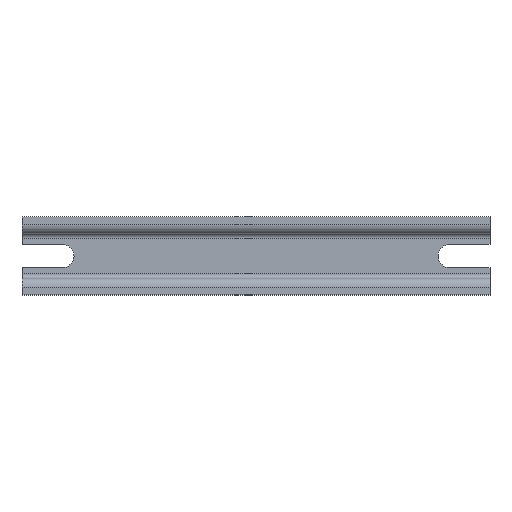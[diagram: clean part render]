
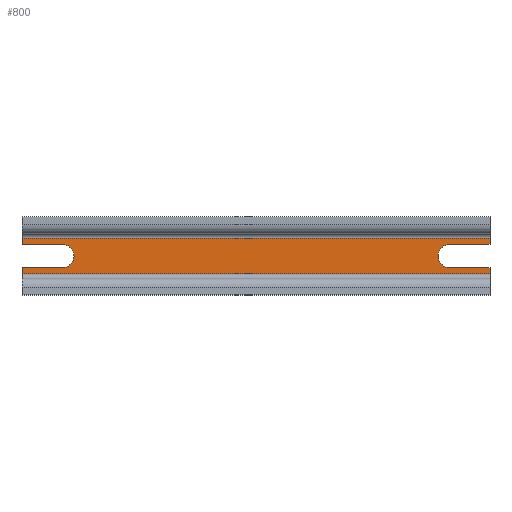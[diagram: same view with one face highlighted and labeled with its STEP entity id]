
A CAD part, top view. The second image highlights one B-rep face of the part: STEP entity #800.
In plain terms, the highlighted planar face has unit normal (0, 0, 1).
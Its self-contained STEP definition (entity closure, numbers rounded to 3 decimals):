
#746=AXIS2_PLACEMENT_3D('Plane Axis2P3D',#743,#744,#745) ;
#757=AXIS2_PLACEMENT_3D('Circle Axis2P3D',#755,#756,$) ;
#776=AXIS2_PLACEMENT_3D('Circle Axis2P3D',#774,#775,$) ;
#297=CARTESIAN_POINT('Vertex',(0.,10.95,1.)) ;
#300=CARTESIAN_POINT('Line Origine',(45.,10.95,1.)) ;
#304=CARTESIAN_POINT('Vertex',(90.,10.95,1.)) ;
#328=CARTESIAN_POINT('Vertex',(0.,4.05,1.)) ;
#344=CARTESIAN_POINT('Vertex',(90.,4.05,1.)) ;
#347=CARTESIAN_POINT('Line Origine',(45.,4.05,1.)) ;
#608=CARTESIAN_POINT('Vertex',(0.,9.75,1.)) ;
#611=CARTESIAN_POINT('Line Origine',(0.,10.35,1.)) ;
#642=CARTESIAN_POINT('Vertex',(0.,5.25,1.)) ;
#650=CARTESIAN_POINT('Line Origine',(0.,4.65,1.)) ;
#682=CARTESIAN_POINT('Line Origine',(90.,10.35,1.)) ;
#686=CARTESIAN_POINT('Vertex',(90.,9.75,1.)) ;
#709=CARTESIAN_POINT('Line Origine',(90.,4.65,1.)) ;
#713=CARTESIAN_POINT('Vertex',(90.,5.25,1.)) ;
#743=CARTESIAN_POINT('Axis2P3D Location',(90.,10.95,1.)) ;
#748=CARTESIAN_POINT('Line Origine',(86.125,5.25,1.)) ;
#752=CARTESIAN_POINT('Vertex',(82.25,5.25,1.)) ;
#755=CARTESIAN_POINT('Axis2P3D Location',(82.25,7.5,1.)) ;
#759=CARTESIAN_POINT('Vertex',(82.25,9.75,1.)) ;
#762=CARTESIAN_POINT('Line Origine',(86.125,9.75,1.)) ;
#767=CARTESIAN_POINT('Line Origine',(3.875,9.75,1.)) ;
#771=CARTESIAN_POINT('Vertex',(7.75,9.75,1.)) ;
#774=CARTESIAN_POINT('Axis2P3D Location',(7.75,7.5,1.)) ;
#778=CARTESIAN_POINT('Vertex',(7.75,5.25,1.)) ;
#781=CARTESIAN_POINT('Line Origine',(3.875,5.25,1.)) ;
#301=DIRECTION('Vector Direction',(1.,0.,0.)) ;
#348=DIRECTION('Vector Direction',(1.,0.,0.)) ;
#612=DIRECTION('Vector Direction',(0.,-1.,0.)) ;
#651=DIRECTION('Vector Direction',(0.,-1.,0.)) ;
#683=DIRECTION('Vector Direction',(0.,-1.,0.)) ;
#710=DIRECTION('Vector Direction',(0.,-1.,0.)) ;
#744=DIRECTION('Axis2P3D Direction',(0.,0.,-1.)) ;
#745=DIRECTION('Axis2P3D XDirection',(0.,-1.,0.)) ;
#749=DIRECTION('Vector Direction',(1.,0.,0.)) ;
#756=DIRECTION('Axis2P3D Direction',(0.,0.,-1.)) ;
#763=DIRECTION('Vector Direction',(-1.,0.,0.)) ;
#768=DIRECTION('Vector Direction',(1.,0.,0.)) ;
#775=DIRECTION('Axis2P3D Direction',(0.,0.,-1.)) ;
#782=DIRECTION('Vector Direction',(-1.,0.,0.)) ;
#302=VECTOR('Line Direction',#301,1.) ;
#349=VECTOR('Line Direction',#348,1.) ;
#613=VECTOR('Line Direction',#612,1.) ;
#652=VECTOR('Line Direction',#651,1.) ;
#684=VECTOR('Line Direction',#683,1.) ;
#711=VECTOR('Line Direction',#710,1.) ;
#750=VECTOR('Line Direction',#749,1.) ;
#764=VECTOR('Line Direction',#763,1.) ;
#769=VECTOR('Line Direction',#768,1.) ;
#783=VECTOR('Line Direction',#782,1.) ;
#787=ORIENTED_EDGE('',*,*,#754,.F.) ;
#788=ORIENTED_EDGE('',*,*,#761,.F.) ;
#789=ORIENTED_EDGE('',*,*,#766,.F.) ;
#790=ORIENTED_EDGE('',*,*,#688,.F.) ;
#791=ORIENTED_EDGE('',*,*,#306,.T.) ;
#792=ORIENTED_EDGE('',*,*,#615,.T.) ;
#793=ORIENTED_EDGE('',*,*,#773,.F.) ;
#794=ORIENTED_EDGE('',*,*,#780,.F.) ;
#795=ORIENTED_EDGE('',*,*,#785,.F.) ;
#796=ORIENTED_EDGE('',*,*,#654,.T.) ;
#797=ORIENTED_EDGE('',*,*,#351,.F.) ;
#798=ORIENTED_EDGE('',*,*,#715,.F.) ;
#800=ADVANCED_FACE('K\X2\00F6\X0\rper.2',(#799),#747,.F.) ;
#758=CIRCLE('generated circle',#757,2.25) ;
#777=CIRCLE('generated circle',#776,2.25) ;
#306=EDGE_CURVE('',#305,#298,#303,.F.) ;
#351=EDGE_CURVE('',#345,#329,#350,.F.) ;
#615=EDGE_CURVE('',#298,#609,#614,.T.) ;
#654=EDGE_CURVE('',#643,#329,#653,.T.) ;
#688=EDGE_CURVE('',#305,#687,#685,.T.) ;
#715=EDGE_CURVE('',#714,#345,#712,.T.) ;
#754=EDGE_CURVE('',#753,#714,#751,.T.) ;
#761=EDGE_CURVE('',#760,#753,#758,.F.) ;
#766=EDGE_CURVE('',#687,#760,#765,.T.) ;
#773=EDGE_CURVE('',#772,#609,#770,.F.) ;
#780=EDGE_CURVE('',#779,#772,#777,.F.) ;
#785=EDGE_CURVE('',#643,#779,#784,.F.) ;
#786=EDGE_LOOP('',(#787,#788,#789,#790,#791,#792,#793,#794,#795,#796,#797,#798)) ;
#799=FACE_OUTER_BOUND('',#786,.T.) ;
#303=LINE('Line',#300,#302) ;
#350=LINE('Line',#347,#349) ;
#614=LINE('Line',#611,#613) ;
#653=LINE('Line',#650,#652) ;
#685=LINE('Line',#682,#684) ;
#712=LINE('Line',#709,#711) ;
#751=LINE('Line',#748,#750) ;
#765=LINE('Line',#762,#764) ;
#770=LINE('Line',#767,#769) ;
#784=LINE('Line',#781,#783) ;
#747=PLANE('',#746) ;
#298=VERTEX_POINT('',#297) ;
#305=VERTEX_POINT('',#304) ;
#329=VERTEX_POINT('',#328) ;
#345=VERTEX_POINT('',#344) ;
#609=VERTEX_POINT('',#608) ;
#643=VERTEX_POINT('',#642) ;
#687=VERTEX_POINT('',#686) ;
#714=VERTEX_POINT('',#713) ;
#753=VERTEX_POINT('',#752) ;
#760=VERTEX_POINT('',#759) ;
#772=VERTEX_POINT('',#771) ;
#779=VERTEX_POINT('',#778) ;
